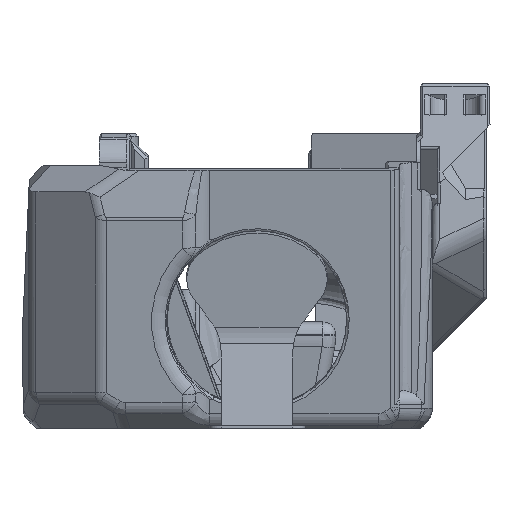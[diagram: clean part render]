
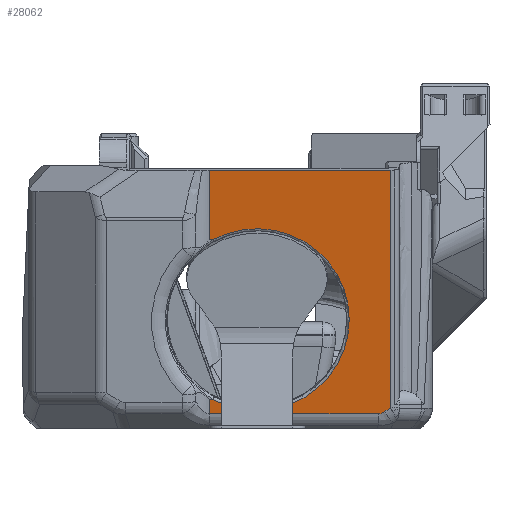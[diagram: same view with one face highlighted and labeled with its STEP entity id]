
A CAD part, left-side view. The second image highlights one B-rep face of the part: STEP entity #28062.
In plain terms, the highlighted planar face has unit normal (-0.985, 0, -0.174).
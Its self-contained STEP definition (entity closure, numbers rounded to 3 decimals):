
#299=CIRCLE('',#29574,14.4);
#1922=B_SPLINE_CURVE_WITH_KNOTS('',3,(#47727,#47728,#47729,#47730),
 .UNSPECIFIED.,.F.,.F.,(4,4),(0.,0.382),.UNSPECIFIED.);
#1935=B_SPLINE_CURVE_WITH_KNOTS('',3,(#48003,#48004,#48005,#48006),
 .UNSPECIFIED.,.F.,.F.,(4,4),(0.618,1.),.UNSPECIFIED.);
#2518=ELLIPSE('',#30183,3.203,2.);
#6377=ORIENTED_EDGE('',*,*,#13207,.F.);
#6378=ORIENTED_EDGE('',*,*,#12213,.T.);
#6379=ORIENTED_EDGE('',*,*,#13325,.T.);
#6380=ORIENTED_EDGE('',*,*,#13326,.F.);
#6381=ORIENTED_EDGE('',*,*,#13327,.T.);
#6382=ORIENTED_EDGE('',*,*,#13328,.T.);
#6383=ORIENTED_EDGE('',*,*,#13329,.F.);
#6384=ORIENTED_EDGE('',*,*,#13330,.T.);
#6385=ORIENTED_EDGE('',*,*,#12803,.F.);
#6386=ORIENTED_EDGE('',*,*,#12828,.F.);
#12213=EDGE_CURVE('',#16187,#16186,#299,.T.);
#12803=EDGE_CURVE('',#16582,#16583,#19025,.T.);
#12828=EDGE_CURVE('',#16600,#16582,#19043,.T.);
#13207=EDGE_CURVE('',#16187,#16600,#1922,.F.);
#13325=EDGE_CURVE('',#16186,#16951,#1935,.T.);
#13326=EDGE_CURVE('',#16952,#16951,#19360,.T.);
#13327=EDGE_CURVE('',#16952,#16953,#19361,.T.);
#13328=EDGE_CURVE('',#16953,#16954,#2518,.T.);
#13329=EDGE_CURVE('',#16955,#16954,#19362,.T.);
#13330=EDGE_CURVE('',#16955,#16583,#19363,.T.);
#16186=VERTEX_POINT('',#43537);
#16187=VERTEX_POINT('',#43539);
#16582=VERTEX_POINT('',#46038);
#16583=VERTEX_POINT('',#46040);
#16600=VERTEX_POINT('',#46099);
#16951=VERTEX_POINT('',#48007);
#16952=VERTEX_POINT('',#48009);
#16953=VERTEX_POINT('',#48011);
#16954=VERTEX_POINT('',#48013);
#16955=VERTEX_POINT('',#48015);
#19025=LINE('',#46039,#21401);
#19043=LINE('',#46100,#21419);
#19360=LINE('',#48008,#21736);
#19361=LINE('',#48010,#21737);
#19362=LINE('',#48014,#21738);
#19363=LINE('',#48016,#21739);
#21401=VECTOR('',#34007,1000.);
#21419=VECTOR('',#34045,1000.);
#21736=VECTOR('',#34838,1000.);
#21737=VECTOR('',#34839,1000.);
#21738=VECTOR('',#34842,1000.);
#21739=VECTOR('',#34843,1000.);
#23757=EDGE_LOOP('',(#6377,#6378,#6379,#6380,#6381,#6382,#6383,#6384,#6385,
#6386));
#25522=FACE_BOUND('',#23757,.T.);
#26901=PLANE('',#30182);
#28062=ADVANCED_FACE('',(#25522),#26901,.F.);
#29574=AXIS2_PLACEMENT_3D('',#43538,#33037,#33038);
#30182=AXIS2_PLACEMENT_3D('',#48002,#34836,#34837);
#30183=AXIS2_PLACEMENT_3D('',#48012,#34840,#34841);
#33037=DIRECTION('',(0.985,0.,0.174));
#33038=DIRECTION('',(0.174,0.,-0.985));
#34007=DIRECTION('',(0.,-1.,0.));
#34045=DIRECTION('',(-0.174,0.,0.985));
#34836=DIRECTION('',(0.985,0.,0.174));
#34837=DIRECTION('',(-0.174,0.,0.985));
#34838=DIRECTION('',(-0.174,0.,0.985));
#34839=DIRECTION('',(0.,-1.,0.));
#34840=DIRECTION('',(-0.985,0.,-0.174));
#34841=DIRECTION('',(-0.165,-0.304,0.938));
#34842=DIRECTION('',(0.097,0.829,-0.551));
#34843=DIRECTION('',(-0.174,0.,0.985));
#43537=CARTESIAN_POINT('',(-28.264,11.767,4.533));
#43538=CARTESIAN_POINT('',(-30.458,4.853,16.973));
#43539=CARTESIAN_POINT('',(-32.651,11.767,29.413));
#46038=CARTESIAN_POINT('',(-34.572,12.27,40.304));
#46039=CARTESIAN_POINT('',(-34.572,24.853,40.304));
#46040=CARTESIAN_POINT('',(-34.572,-16.002,40.304));
#46099=CARTESIAN_POINT('',(-32.66,12.27,29.463));
#46100=CARTESIAN_POINT('',(-31.185,12.27,21.099));
#47727=CARTESIAN_POINT('',(-32.66,12.27,29.463));
#47728=CARTESIAN_POINT('',(-32.657,12.102,29.442));
#47729=CARTESIAN_POINT('',(-32.654,11.935,29.425));
#47730=CARTESIAN_POINT('',(-32.651,11.767,29.413));
#48002=CARTESIAN_POINT('',(-31.185,24.853,21.099));
#48003=CARTESIAN_POINT('',(-28.264,11.767,4.533));
#48004=CARTESIAN_POINT('',(-28.262,11.935,4.52));
#48005=CARTESIAN_POINT('',(-28.259,12.102,4.503));
#48006=CARTESIAN_POINT('',(-28.255,12.27,4.482));
#48007=CARTESIAN_POINT('',(-28.255,12.27,4.482));
#48008=CARTESIAN_POINT('',(-31.185,12.27,21.099));
#48009=CARTESIAN_POINT('',(-27.864,12.27,2.262));
#48010=CARTESIAN_POINT('',(-27.864,-14.655,2.262));
#48011=CARTESIAN_POINT('',(-27.864,-14.07,2.262));
#48012=CARTESIAN_POINT('',(-28.404,-14.652,5.326));
#48013=CARTESIAN_POINT('',(-27.923,-15.07,2.597));
#48014=CARTESIAN_POINT('',(-27.821,-14.199,2.018));
#48015=CARTESIAN_POINT('',(-28.032,-16.002,3.216));
#48016=CARTESIAN_POINT('',(-7.663,-16.002,-112.301));
